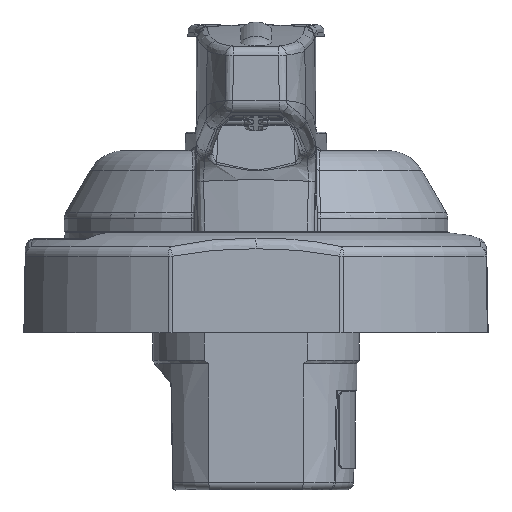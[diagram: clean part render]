
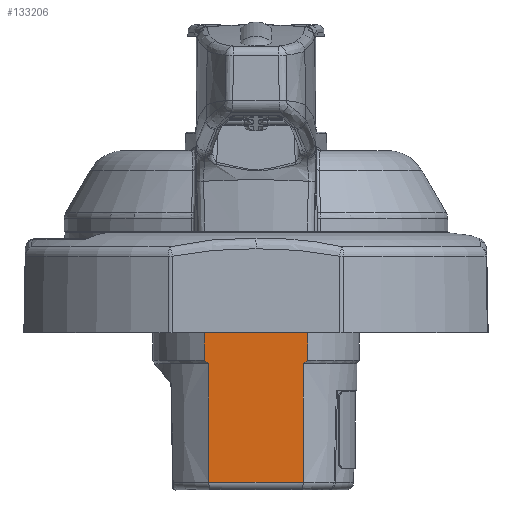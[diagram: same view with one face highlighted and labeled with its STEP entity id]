
A CAD part, front view. The second image highlights one B-rep face of the part: STEP entity #133206.
In plain terms, the highlighted face is planar.
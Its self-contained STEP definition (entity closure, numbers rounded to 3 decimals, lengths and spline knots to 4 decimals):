
#120270=DIRECTION('',(1.,0.,0.));
#120271=VECTOR('',#120270,0.6131);
#120272=CARTESIAN_POINT('',(-0.3066,-0.5675,
1.0709));
#120273=LINE('',#120272,#120271);
#120277=DIRECTION('',(-1.,0.,0.));
#120278=VECTOR('',#120277,0.1796);
#120279=CARTESIAN_POINT('',(0.3746,-0.585,0.07));
#120280=LINE('',#120279,#120278);
#120284=DIRECTION('',(1.,0.,0.));
#120285=VECTOR('',#120284,0.475);
#120286=CARTESIAN_POINT('',(-0.28,-0.585,0.07));
#120287=LINE('',#120286,#120285);
#120291=DIRECTION('',(-1.,0.,0.));
#120292=VECTOR('',#120291,0.0946);
#120293=CARTESIAN_POINT('',(-0.28,-0.585,0.07));
#120294=LINE('',#120293,#120292);
#120710=CARTESIAN_POINT('',(-0.3066,-0.5675,
1.0709));
#120711=CARTESIAN_POINT('',(-0.3077,-0.572,
0.8134));
#120712=CARTESIAN_POINT('',(-0.3088,-0.5765,
0.556));
#120713=CARTESIAN_POINT('',(-0.3099,-0.581,
0.2986));
#120764=CARTESIAN_POINT('',(-0.3099,-0.581,
0.2986));
#120765=CARTESIAN_POINT('',(-0.3128,-0.5811,
0.2962));
#120766=CARTESIAN_POINT('',(-0.3185,-0.5811,
0.2913));
#120767=CARTESIAN_POINT('',(-0.3271,-0.5813,
0.2839));
#120768=CARTESIAN_POINT('',(-0.3329,-0.5814,
0.2788));
#120769=CARTESIAN_POINT('',(-0.3358,-0.5814,
0.2762));
#120790=CARTESIAN_POINT('',(-0.3358,-0.5814,
0.2762));
#120791=CARTESIAN_POINT('',(-0.3361,-0.5825,
0.214));
#120792=CARTESIAN_POINT('',(-0.3364,-0.5836,
0.1518));
#120793=CARTESIAN_POINT('',(-0.3367,-0.5847,
0.0897));
#120812=CARTESIAN_POINT('',(-0.3367,-0.5847,
0.0897));
#120813=CARTESIAN_POINT('',(-0.3367,-0.5847,
0.088));
#120814=CARTESIAN_POINT('',(-0.3375,-0.5847,
0.0848));
#120815=CARTESIAN_POINT('',(-0.3408,-0.5848,
0.0804));
#120816=CARTESIAN_POINT('',(-0.3457,-0.5849,
0.0768));
#120817=CARTESIAN_POINT('',(-0.3516,-0.5849,
0.074));
#120818=CARTESIAN_POINT('',(-0.3583,-0.585,
0.0718));
#120819=CARTESIAN_POINT('',(-0.366,-0.585,
0.0704));
#120820=CARTESIAN_POINT('',(-0.3716,-0.585,0.07));
#120821=CARTESIAN_POINT('',(-0.3746,-0.585,0.07));
#120854=CARTESIAN_POINT('',(0.3746,-0.585,0.07));
#120855=CARTESIAN_POINT('',(0.3716,-0.585,0.07));
#120856=CARTESIAN_POINT('',(0.366,-0.585,
0.0704));
#120857=CARTESIAN_POINT('',(0.3584,-0.585,
0.0718));
#120858=CARTESIAN_POINT('',(0.3516,-0.5849,
0.074));
#120859=CARTESIAN_POINT('',(0.3457,-0.5849,
0.0768));
#120860=CARTESIAN_POINT('',(0.3409,-0.5848,
0.0804));
#120861=CARTESIAN_POINT('',(0.3375,-0.5847,
0.0848));
#120862=CARTESIAN_POINT('',(0.3367,-0.5847,
0.088));
#120863=CARTESIAN_POINT('',(0.3367,-0.5847,
0.0897));
#120890=CARTESIAN_POINT('',(0.3358,-0.5814,
0.2762));
#120891=CARTESIAN_POINT('',(0.3361,-0.5825,
0.214));
#120892=CARTESIAN_POINT('',(0.3364,-0.5836,
0.1518));
#120893=CARTESIAN_POINT('',(0.3367,-0.5847,
0.0897));
#120914=CARTESIAN_POINT('',(0.3358,-0.5814,
0.2762));
#120915=CARTESIAN_POINT('',(0.3329,-0.5814,
0.2788));
#120916=CARTESIAN_POINT('',(0.3271,-0.5813,
0.2839));
#120917=CARTESIAN_POINT('',(0.3185,-0.5811,
0.2913));
#120918=CARTESIAN_POINT('',(0.3128,-0.5811,
0.2962));
#120919=CARTESIAN_POINT('',(0.3099,-0.581,
0.2986));
#120968=CARTESIAN_POINT('',(0.3066,-0.5675,
1.0709));
#120969=CARTESIAN_POINT('',(0.3077,-0.572,
0.8134));
#120970=CARTESIAN_POINT('',(0.3088,-0.5765,
0.556));
#120971=CARTESIAN_POINT('',(0.3099,-0.581,
0.2986));
#127614=CARTESIAN_POINT('',(0.3358,-0.5814,
0.2762));
#127616=VERTEX_POINT('',#127614);
#127618=CARTESIAN_POINT('',(0.3099,-0.581,
0.2986));
#127620=VERTEX_POINT('',#127618);
#127622=CARTESIAN_POINT('',(-0.3358,-0.5814,
0.2762));
#127624=VERTEX_POINT('',#127622);
#127626=CARTESIAN_POINT('',(-0.3099,-0.581,
0.2986));
#127628=VERTEX_POINT('',#127626);
#127651=CARTESIAN_POINT('',(-0.3066,-0.5675,
1.0709));
#127652=CARTESIAN_POINT('',(0.3066,-0.5675,
1.0709));
#127653=VERTEX_POINT('',#127651);
#127654=VERTEX_POINT('',#127652);
#127780=CARTESIAN_POINT('',(0.195,-0.585,0.07));
#127782=VERTEX_POINT('',#127780);
#127783=CARTESIAN_POINT('',(-0.28,-0.585,0.07));
#127784=VERTEX_POINT('',#127783);
#128917=CARTESIAN_POINT('',(0.3746,-0.585,0.07));
#128919=VERTEX_POINT('',#128917);
#128921=CARTESIAN_POINT('',(0.3367,-0.5847,
0.0897));
#128923=VERTEX_POINT('',#128921);
#128926=CARTESIAN_POINT('',(-0.3746,-0.585,0.07));
#128928=VERTEX_POINT('',#128926);
#128930=CARTESIAN_POINT('',(-0.3367,-0.5847,
0.0897));
#128932=VERTEX_POINT('',#128930);
#133178=CARTESIAN_POINT('',(1.46,-0.585,0.07));
#133179=DIRECTION('',(0.,1.,-0.017));
#133180=DIRECTION('',(-1.,0.,0.));
#133181=AXIS2_PLACEMENT_3D('',#133178,#133179,#133180);
#133182=PLANE('',#133181);
#133184=ORIENTED_EDGE('',*,*,#133183,.T.);
#133186=ORIENTED_EDGE('',*,*,#133185,.T.);
#133188=ORIENTED_EDGE('',*,*,#133187,.F.);
#133190=ORIENTED_EDGE('',*,*,#133189,.T.);
#133192=ORIENTED_EDGE('',*,*,#133191,.F.);
#133193=ORIENTED_EDGE('',*,*,#129790,.T.);
#133194=ORIENTED_EDGE('',*,*,#132472,.F.);
#133195=ORIENTED_EDGE('',*,*,#129766,.T.);
#133197=ORIENTED_EDGE('',*,*,#133196,.F.);
#133199=ORIENTED_EDGE('',*,*,#133198,.F.);
#133201=ORIENTED_EDGE('',*,*,#133200,.F.);
#133203=ORIENTED_EDGE('',*,*,#133202,.F.);
#133204=EDGE_LOOP('',(#133184,#133186,#133188,#133190,#133192,#133193,#133194,
#133195,#133197,#133199,#133201,#133203));
#133205=FACE_OUTER_BOUND('',#133204,.F.);
#133206=ADVANCED_FACE('',(#133205),#133182,.F.);
#120714=B_SPLINE_CURVE_WITH_KNOTS('',3,(#120710,#120711,#120712,#120713),
.UNSPECIFIED.,.F.,.F.,(4,4),(0.,1.),.UNSPECIFIED.);
#120770=B_SPLINE_CURVE_WITH_KNOTS('',3,(#120764,#120765,#120766,#120767,#120768,
#120769),.UNSPECIFIED.,.F.,.F.,(4,1,1,4),(0.,0.3333,
0.6667,1.),.UNSPECIFIED.);
#120794=B_SPLINE_CURVE_WITH_KNOTS('',3,(#120790,#120791,#120792,#120793),
.UNSPECIFIED.,.F.,.F.,(4,4),(0.,1.),.UNSPECIFIED.);
#120822=B_SPLINE_CURVE_WITH_KNOTS('',3,(#120812,#120813,#120814,#120815,#120816,
#120817,#120818,#120819,#120820,#120821),.UNSPECIFIED.,.F.,.F.,(4,1,1,1,1,1,1,
4),(0.,0.1429,0.2857,0.4286,
0.5714,0.7143,0.8571,1.),.UNSPECIFIED.);
#120864=B_SPLINE_CURVE_WITH_KNOTS('',3,(#120854,#120855,#120856,#120857,#120858,
#120859,#120860,#120861,#120862,#120863),.UNSPECIFIED.,.F.,.F.,(4,1,1,1,1,1,1,
4),(0.,0.1429,0.2857,0.4286,
0.5714,0.7143,0.8571,1.),.UNSPECIFIED.);
#120894=B_SPLINE_CURVE_WITH_KNOTS('',3,(#120890,#120891,#120892,#120893),
.UNSPECIFIED.,.F.,.F.,(4,4),(0.,1.),.UNSPECIFIED.);
#120920=B_SPLINE_CURVE_WITH_KNOTS('',3,(#120914,#120915,#120916,#120917,#120918,
#120919),.UNSPECIFIED.,.F.,.F.,(4,1,1,4),(0.,0.3333,
0.6667,1.),.UNSPECIFIED.);
#120972=B_SPLINE_CURVE_WITH_KNOTS('',3,(#120968,#120969,#120970,#120971),
.UNSPECIFIED.,.F.,.F.,(4,4),(0.,1.),.UNSPECIFIED.);
#129766=EDGE_CURVE('',#127784,#128928,#120294,.T.);
#129790=EDGE_CURVE('',#128919,#127782,#120280,.T.);
#132472=EDGE_CURVE('',#127784,#127782,#120287,.T.);
#133183=EDGE_CURVE('',#127653,#127654,#120273,.T.);
#133185=EDGE_CURVE('',#127654,#127620,#120972,.T.);
#133187=EDGE_CURVE('',#127616,#127620,#120920,.T.);
#133189=EDGE_CURVE('',#127616,#128923,#120894,.T.);
#133191=EDGE_CURVE('',#128919,#128923,#120864,.T.);
#133196=EDGE_CURVE('',#128932,#128928,#120822,.T.);
#133198=EDGE_CURVE('',#127624,#128932,#120794,.T.);
#133200=EDGE_CURVE('',#127628,#127624,#120770,.T.);
#133202=EDGE_CURVE('',#127653,#127628,#120714,.T.);
